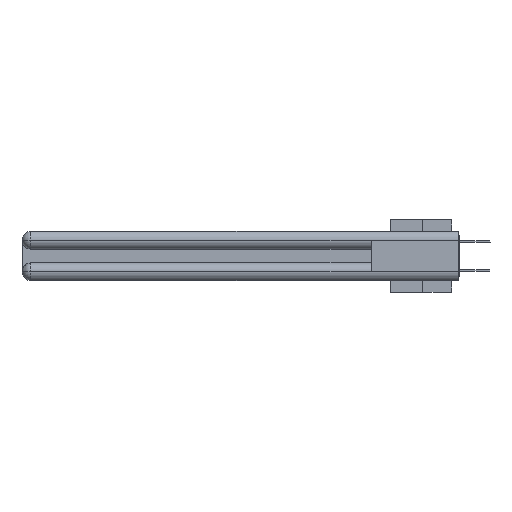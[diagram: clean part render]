
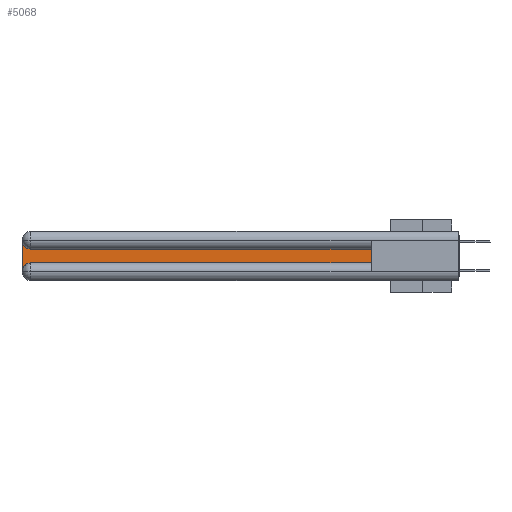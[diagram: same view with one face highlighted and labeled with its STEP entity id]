
A CAD part, left-side view. The second image highlights one B-rep face of the part: STEP entity #5068.
In plain terms, the highlighted planar face has unit normal (-1, 0, 0).
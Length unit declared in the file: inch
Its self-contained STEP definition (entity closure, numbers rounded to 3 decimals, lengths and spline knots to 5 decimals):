
#330 = CARTESIAN_POINT ( 'NONE',  ( 0.075, 0.6, -0.2175 ) ) ;
#888 = DIRECTION ( 'NONE',  ( 0., 0., -1. ) ) ;
#3726 = CARTESIAN_POINT ( 'NONE',  ( 0.075, 3., -0.2775 ) ) ;
#4261 = VERTEX_POINT ( 'NONE', #16595 ) ;
#4325 = DIRECTION ( 'NONE',  ( 1., 0., 0. ) ) ;
#4386 = EDGE_CURVE ( 'NONE', #12836, #4261, #20505, .T. ) ;
#5068 = ADVANCED_FACE ( 'NONE', ( #23305 ), #9164, .F. ) ;
#5412 = CARTESIAN_POINT ( 'NONE',  ( 0.075, 2.94, -0.0625 ) ) ;
#5526 = VERTEX_POINT ( 'NONE', #18007 ) ;
#7366 = VECTOR ( 'NONE', #20862, 39.37008 ) ;
#8720 = EDGE_CURVE ( 'NONE', #22620, #13996, #12537, .T. ) ;
#9106 = VERTEX_POINT ( 'NONE', #3726 ) ;
#9164 = PLANE ( 'NONE',  #16630 ) ;
#9715 = ORIENTED_EDGE ( 'NONE', *, *, #11216, .T. ) ;
#11091 = EDGE_LOOP ( 'NONE', ( #33980, #21511, #34324, #18259, #18583, #9715 ) ) ;
#11216 = EDGE_CURVE ( 'NONE', #13996, #12836, #32666, .T. ) ;
#12204 = CARTESIAN_POINT ( 'NONE',  ( 0.075, 3., -0.1225 ) ) ;
#12361 = DIRECTION ( 'NONE',  ( 0., -1., 0. ) ) ;
#12537 = LINE ( 'NONE', #23127, #28827 ) ;
#12836 = VERTEX_POINT ( 'NONE', #31967 ) ;
#13842 = DIRECTION ( 'NONE',  ( 0., 0., -1. ) ) ;
#13996 = VERTEX_POINT ( 'NONE', #330 ) ;
#16595 = CARTESIAN_POINT ( 'NONE',  ( 0.075, 2.94, -0.1225 ) ) ;
#16630 = AXIS2_PLACEMENT_3D ( 'NONE', #12204, #4325, #17391 ) ;
#17168 = EDGE_CURVE ( 'NONE', #4261, #5526, #26744, .T. ) ;
#17391 = DIRECTION ( 'NONE',  ( 0., 0., -1. ) ) ;
#18007 = CARTESIAN_POINT ( 'NONE',  ( 0.075, 3., -0.0625 ) ) ;
#18178 = AXIS2_PLACEMENT_3D ( 'NONE', #27722, #19138, #33471 ) ;
#18259 = ORIENTED_EDGE ( 'NONE', *, *, #34361, .T. ) ;
#18583 = ORIENTED_EDGE ( 'NONE', *, *, #8720, .T. ) ;
#19138 = DIRECTION ( 'NONE',  ( 1., 0., 0. ) ) ;
#20157 = CARTESIAN_POINT ( 'NONE',  ( 0.075, 0.6, -0.1225 ) ) ;
#20427 = EDGE_CURVE ( 'NONE', #5526, #9106, #25110, .T. ) ;
#20505 = LINE ( 'NONE', #20157, #7366 ) ;
#20862 = DIRECTION ( 'NONE',  ( 0., 1., 0. ) ) ;
#21511 = ORIENTED_EDGE ( 'NONE', *, *, #17168, .T. ) ;
#22067 = CARTESIAN_POINT ( 'NONE',  ( 0.075, 3., -0.2175 ) ) ;
#22620 = VERTEX_POINT ( 'NONE', #30572 ) ;
#23127 = CARTESIAN_POINT ( 'NONE',  ( 0.075, 0.6, -0.2175 ) ) ;
#23305 = FACE_OUTER_BOUND ( 'NONE', #11091, .T. ) ;
#24438 = DIRECTION ( 'NONE',  ( 0., 0., 1. ) ) ;
#24760 = DIRECTION ( 'NONE',  ( 1., 0., 0. ) ) ;
#24793 = CARTESIAN_POINT ( 'NONE',  ( 0.075, 0.6, -0.2175 ) ) ;
#25110 = LINE ( 'NONE', #22067, #29690 ) ;
#25637 = AXIS2_PLACEMENT_3D ( 'NONE', #5412, #24760, #13842 ) ;
#26744 = CIRCLE ( 'NONE', #25637, 0.06 ) ;
#27722 = CARTESIAN_POINT ( 'NONE',  ( 0.075, 2.94, -0.2775 ) ) ;
#28318 = VECTOR ( 'NONE', #24438, 39.37008 ) ;
#28827 = VECTOR ( 'NONE', #12361, 39.37008 ) ;
#29588 = CIRCLE ( 'NONE', #18178, 0.06 ) ;
#29690 = VECTOR ( 'NONE', #888, 39.37008 ) ;
#30572 = CARTESIAN_POINT ( 'NONE',  ( 0.075, 2.94, -0.2175 ) ) ;
#31967 = CARTESIAN_POINT ( 'NONE',  ( 0.075, 0.6, -0.1225 ) ) ;
#32666 = LINE ( 'NONE', #24793, #28318 ) ;
#33471 = DIRECTION ( 'NONE',  ( 0., 0., -1. ) ) ;
#33980 = ORIENTED_EDGE ( 'NONE', *, *, #4386, .T. ) ;
#34324 = ORIENTED_EDGE ( 'NONE', *, *, #20427, .T. ) ;
#34361 = EDGE_CURVE ( 'NONE', #9106, #22620, #29588, .T. ) ;
